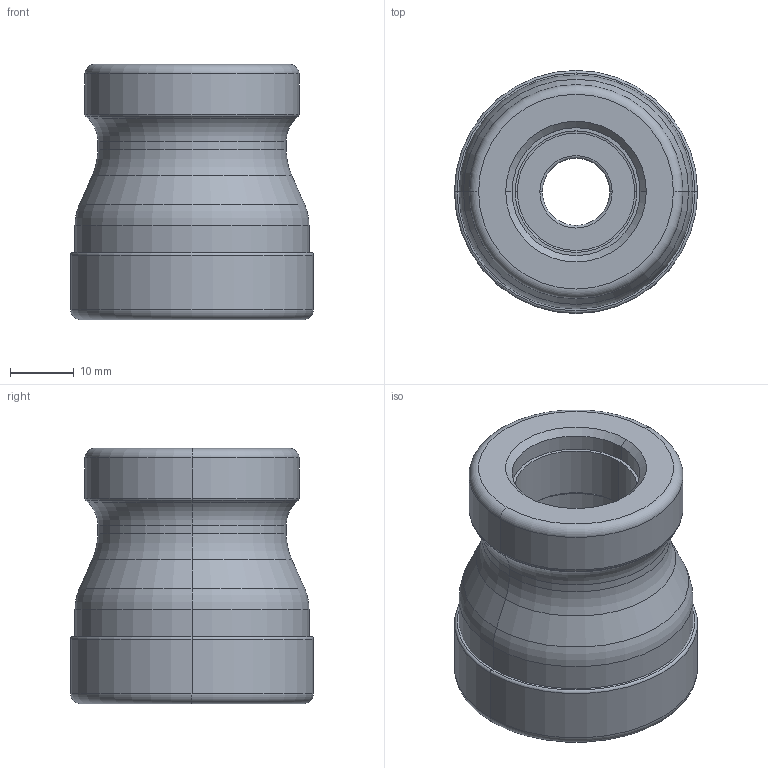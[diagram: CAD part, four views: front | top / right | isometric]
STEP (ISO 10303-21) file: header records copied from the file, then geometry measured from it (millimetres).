
FILE_DESCRIPTION(/* description */ (''),/* implementation_level */ '2;1');
FILE_NAME(/* name */ 'APX3000R1506A_IR0_063.stp',/* time_stamp */ '2021-09-08T11:48:12+09:00',/* author */ (''),/* organization */ (''),/* preprocessor_version */ 'ST-DEVELOPER v16',/* originating_system */ 'SIEMENS PLM Software NX 10.0',/* authorisation */ '');
FILE_SCHEMA (('AUTOMOTIVE_DESIGN { 1 0 10303 214 3 1 1 1 }'));
Length unit declared in the file: millimetre
Products named in the file (1): APX3000R1506A_IR0_063_ASM
Bounding box: 38.1 x 38.1 x 40 mm (x, y, z)
Volume: 33929.7 mm3; surface area: 11250.5 mm2
Topology: 2 solids, 2 shells, 125 faces, 282 edges, 201 vertices
Faces by surface type: revolution 36, torus 36, cone 24, cylinder 20, plane 9
Entity records: 4178 total; most frequent: CARTESIAN_POINT 1213, DIRECTION 640, ORIENTED_EDGE 500, AXIS2_PLACEMENT_3D 276, EDGE_CURVE 250, CIRCLE 176, EDGE_LOOP 134, VERTEX_POINT 134
